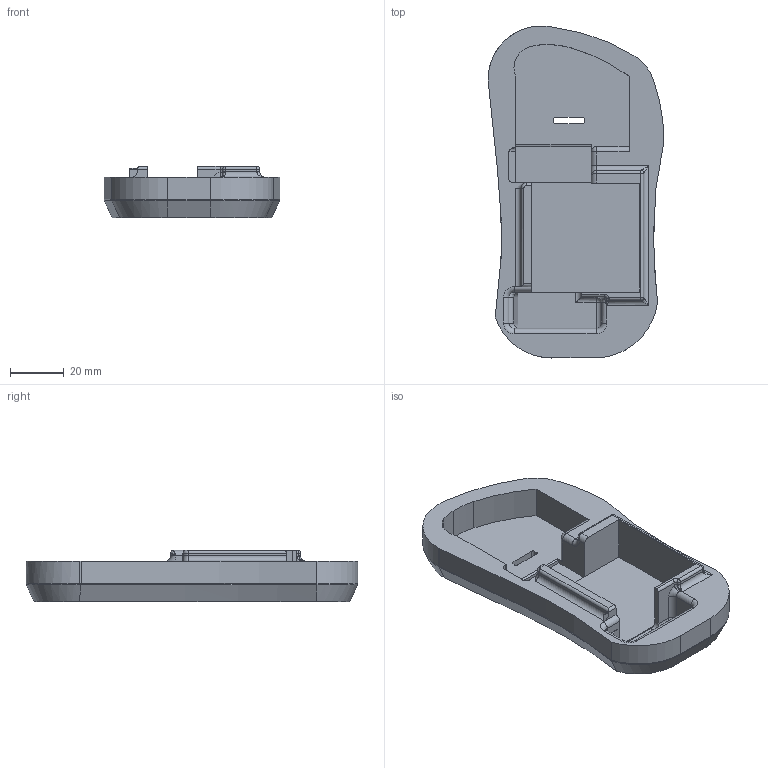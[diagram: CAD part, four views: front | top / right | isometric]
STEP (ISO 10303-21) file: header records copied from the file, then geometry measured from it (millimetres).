
FILE_DESCRIPTION (( 'STEP AP203' ), '1' );
FILE_NAME ('right foot.sldasm-Part-11_默认_sldprt.STEP', '2018-02-02T07:12:19', ( '' ), ( '' ), 'SwSTEP 2.0', 'SolidWorks 2014', '' );
FILE_SCHEMA (( 'CONFIG_CONTROL_DESIGN' ));
Length unit declared in the file: millimetre
Products named in the file (1): right foot.sldasm-Part-11_默认_sldprt
Bounding box: 65.28 x 123.22 x 19 mm (x, y, z)
Volume: 49198.7 mm3; surface area: 23587.3 mm2
Topology: 1 solids, 1 shells, 192 faces, 511 edges, 312 vertices
Faces by surface type: cylinder 84, plane 63, bspline 20, torus 14, cone 6, sphere 5
Entity records: 7034 total; most frequent: CARTESIAN_POINT 2304, ORIENTED_EDGE 1002, DIRECTION 972, EDGE_CURVE 501, AXIS2_PLACEMENT_3D 356, VERTEX_POINT 312, VECTOR 260, LINE 260
